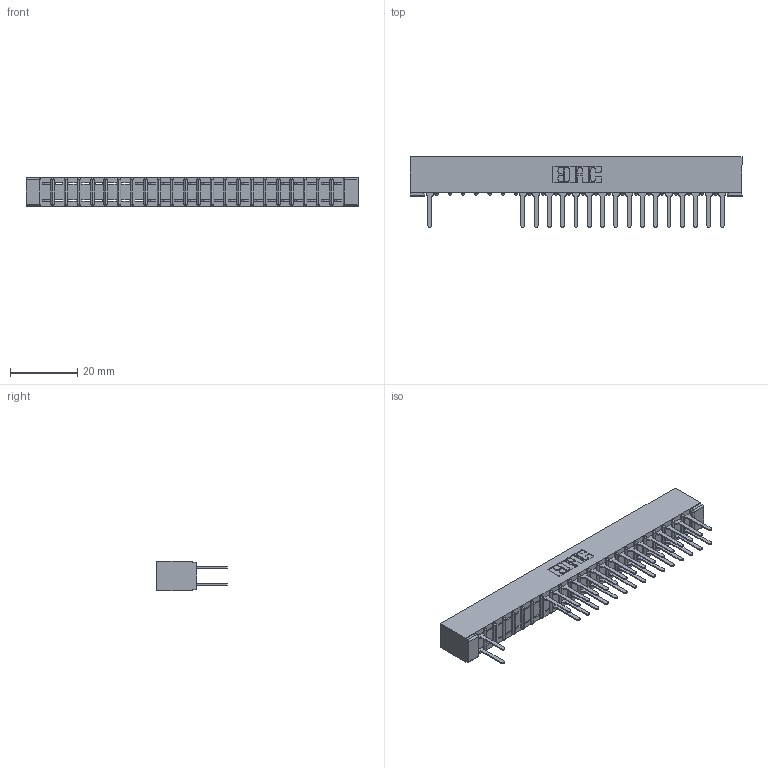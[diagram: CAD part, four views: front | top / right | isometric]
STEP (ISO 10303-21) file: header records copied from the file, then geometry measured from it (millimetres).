
FILE_DESCRIPTION (( 'STEP AP203' ), '1' );
FILE_NAME ('307-046-522-201.STEP', '2018-08-06T02:56:06', ( '' ), ( '' ), 'SwSTEP 2.0', 'SolidWorks 2016', '' );
FILE_SCHEMA (( 'CONFIG_CONTROL_DESIGN' ));
Length unit declared in the file: inch
Products named in the file (3): 307 Part_No Mounting Lugs; 307-290-001_522; 307-046-522-201
Assembly tree (34 placements, depth 2):
  307-046-522-201
    307 Part_No Mounting Lugs
    307-290-001_522  x33
Bounding box: 99.01 x 21.11 x 8.71 mm (x, y, z)
Volume: 6612 mm3; surface area: 11579.3 mm2
Topology: 34 solids, 34 shells, 1782 faces, 5005 edges, 3226 vertices
Faces by surface type: plane 1167, cylinder 567, sphere 48
Entity records: 22070 total; most frequent: CARTESIAN_POINT 3666, ORIENTED_EDGE 3642, DIRECTION 3585, EDGE_CURVE 1821, LINE 1391, VECTOR 1391, VERTEX_POINT 1178, AXIS2_PLACEMENT_3D 1097
